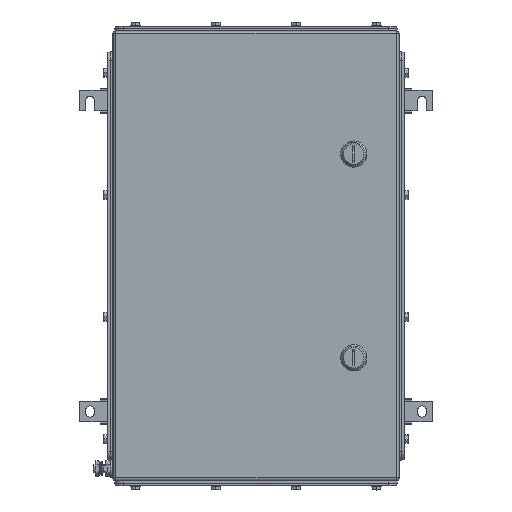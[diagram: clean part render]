
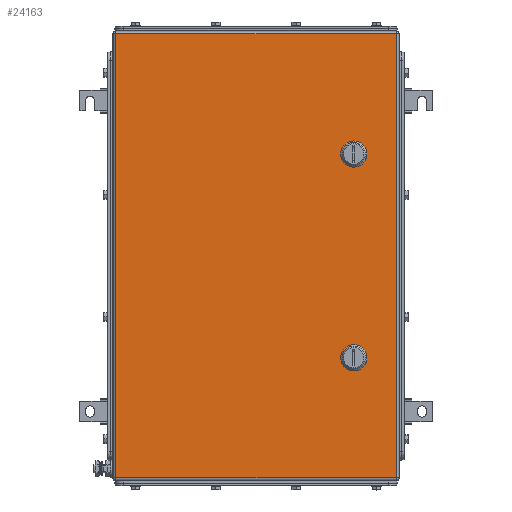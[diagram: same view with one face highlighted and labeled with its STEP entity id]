
A CAD part, top view. The second image highlights one B-rep face of the part: STEP entity #24163.
In plain terms, the highlighted planar face has unit normal (0, 0, 1).
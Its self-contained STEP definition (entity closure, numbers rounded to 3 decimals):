
#23977=AXIS2_PLACEMENT_3D('Circle Axis2P3D',#23975,#23976,$) ;
#24004=AXIS2_PLACEMENT_3D('Plane Axis2P3D',#24001,#24002,#24003) ;
#24049=AXIS2_PLACEMENT_3D('Circle Axis2P3D',#24047,#24048,$) ;
#24063=AXIS2_PLACEMENT_3D('Circle Axis2P3D',#24061,#24062,$) ;
#24077=AXIS2_PLACEMENT_3D('Circle Axis2P3D',#24075,#24076,$) ;
#24099=AXIS2_PLACEMENT_3D('Circle Axis2P3D',#24097,#24098,$) ;
#24115=AXIS2_PLACEMENT_3D('Circle Axis2P3D',#24113,#24114,$) ;
#24129=AXIS2_PLACEMENT_3D('Circle Axis2P3D',#24127,#24128,$) ;
#24143=AXIS2_PLACEMENT_3D('Circle Axis2P3D',#24141,#24142,$) ;
#23972=CARTESIAN_POINT('Vertex',(340.056,400.45,153.5)) ;
#23975=CARTESIAN_POINT('Axis2P3D Location',(335.,410.5,153.5)) ;
#23979=CARTESIAN_POINT('Vertex',(345.05,405.444,153.5)) ;
#24001=CARTESIAN_POINT('Axis2P3D Location',(215.5,286.,153.5)) ;
#24006=CARTESIAN_POINT('Line Origine',(215.5,557.5,153.5)) ;
#24010=CARTESIAN_POINT('Vertex',(387.,557.5,153.5)) ;
#24012=CARTESIAN_POINT('Vertex',(44.,557.5,153.5)) ;
#24015=CARTESIAN_POINT('Line Origine',(44.,286.,153.5)) ;
#24019=CARTESIAN_POINT('Vertex',(44.,14.5,153.5)) ;
#24022=CARTESIAN_POINT('Line Origine',(215.5,14.5,153.5)) ;
#24026=CARTESIAN_POINT('Vertex',(387.,14.5,153.5)) ;
#24029=CARTESIAN_POINT('Line Origine',(387.,286.,153.5)) ;
#24040=CARTESIAN_POINT('Line Origine',(335.,400.45,153.5)) ;
#24044=CARTESIAN_POINT('Vertex',(329.944,400.45,153.5)) ;
#24047=CARTESIAN_POINT('Axis2P3D Location',(335.,410.5,153.5)) ;
#24051=CARTESIAN_POINT('Vertex',(324.95,405.444,153.5)) ;
#24054=CARTESIAN_POINT('Line Origine',(324.95,410.5,153.5)) ;
#24058=CARTESIAN_POINT('Vertex',(324.95,415.556,153.5)) ;
#24061=CARTESIAN_POINT('Axis2P3D Location',(335.,410.5,153.5)) ;
#24065=CARTESIAN_POINT('Vertex',(329.944,420.55,153.5)) ;
#24068=CARTESIAN_POINT('Line Origine',(335.,420.55,153.5)) ;
#24072=CARTESIAN_POINT('Vertex',(340.056,420.55,153.5)) ;
#24075=CARTESIAN_POINT('Axis2P3D Location',(335.,410.5,153.5)) ;
#24079=CARTESIAN_POINT('Vertex',(345.05,415.556,153.5)) ;
#24082=CARTESIAN_POINT('Line Origine',(345.05,410.5,153.5)) ;
#24097=CARTESIAN_POINT('Axis2P3D Location',(335.,161.5,153.5)) ;
#24101=CARTESIAN_POINT('Vertex',(340.056,151.45,153.5)) ;
#24103=CARTESIAN_POINT('Vertex',(345.05,156.444,153.5)) ;
#24106=CARTESIAN_POINT('Line Origine',(335.,151.45,153.5)) ;
#24110=CARTESIAN_POINT('Vertex',(329.944,151.45,153.5)) ;
#24113=CARTESIAN_POINT('Axis2P3D Location',(335.,161.5,153.5)) ;
#24117=CARTESIAN_POINT('Vertex',(324.95,156.444,153.5)) ;
#24120=CARTESIAN_POINT('Line Origine',(324.95,161.5,153.5)) ;
#24124=CARTESIAN_POINT('Vertex',(324.95,166.556,153.5)) ;
#24127=CARTESIAN_POINT('Axis2P3D Location',(335.,161.5,153.5)) ;
#24131=CARTESIAN_POINT('Vertex',(329.944,171.55,153.5)) ;
#24134=CARTESIAN_POINT('Line Origine',(335.,171.55,153.5)) ;
#24138=CARTESIAN_POINT('Vertex',(340.056,171.55,153.5)) ;
#24141=CARTESIAN_POINT('Axis2P3D Location',(335.,161.5,153.5)) ;
#24145=CARTESIAN_POINT('Vertex',(345.05,166.556,153.5)) ;
#24148=CARTESIAN_POINT('Line Origine',(345.05,161.5,153.5)) ;
#23976=DIRECTION('Axis2P3D Direction',(0.,0.,1.)) ;
#24002=DIRECTION('Axis2P3D Direction',(0.,0.,1.)) ;
#24003=DIRECTION('Axis2P3D XDirection',(1.,0.,0.)) ;
#24007=DIRECTION('Vector Direction',(1.,0.,0.)) ;
#24016=DIRECTION('Vector Direction',(0.,-1.,0.)) ;
#24023=DIRECTION('Vector Direction',(1.,0.,0.)) ;
#24030=DIRECTION('Vector Direction',(0.,1.,0.)) ;
#24041=DIRECTION('Vector Direction',(1.,0.,0.)) ;
#24048=DIRECTION('Axis2P3D Direction',(0.,0.,1.)) ;
#24055=DIRECTION('Vector Direction',(0.,1.,0.)) ;
#24062=DIRECTION('Axis2P3D Direction',(0.,0.,1.)) ;
#24069=DIRECTION('Vector Direction',(1.,0.,0.)) ;
#24076=DIRECTION('Axis2P3D Direction',(0.,0.,1.)) ;
#24083=DIRECTION('Vector Direction',(0.,-1.,0.)) ;
#24098=DIRECTION('Axis2P3D Direction',(0.,0.,1.)) ;
#24107=DIRECTION('Vector Direction',(1.,0.,0.)) ;
#24114=DIRECTION('Axis2P3D Direction',(0.,0.,1.)) ;
#24121=DIRECTION('Vector Direction',(0.,1.,0.)) ;
#24128=DIRECTION('Axis2P3D Direction',(0.,0.,1.)) ;
#24135=DIRECTION('Vector Direction',(1.,0.,0.)) ;
#24142=DIRECTION('Axis2P3D Direction',(0.,0.,1.)) ;
#24149=DIRECTION('Vector Direction',(0.,-1.,0.)) ;
#24008=VECTOR('Line Direction',#24007,1.) ;
#24017=VECTOR('Line Direction',#24016,1.) ;
#24024=VECTOR('Line Direction',#24023,1.) ;
#24031=VECTOR('Line Direction',#24030,1.) ;
#24042=VECTOR('Line Direction',#24041,1.) ;
#24056=VECTOR('Line Direction',#24055,1.) ;
#24070=VECTOR('Line Direction',#24069,1.) ;
#24084=VECTOR('Line Direction',#24083,1.) ;
#24108=VECTOR('Line Direction',#24107,1.) ;
#24122=VECTOR('Line Direction',#24121,1.) ;
#24136=VECTOR('Line Direction',#24135,1.) ;
#24150=VECTOR('Line Direction',#24149,1.) ;
#24035=ORIENTED_EDGE('',*,*,#24014,.T.) ;
#24036=ORIENTED_EDGE('',*,*,#24021,.T.) ;
#24037=ORIENTED_EDGE('',*,*,#24028,.T.) ;
#24038=ORIENTED_EDGE('',*,*,#24033,.T.) ;
#24088=ORIENTED_EDGE('',*,*,#24046,.F.) ;
#24089=ORIENTED_EDGE('',*,*,#24053,.F.) ;
#24090=ORIENTED_EDGE('',*,*,#24060,.T.) ;
#24091=ORIENTED_EDGE('',*,*,#24067,.F.) ;
#24092=ORIENTED_EDGE('',*,*,#24074,.T.) ;
#24093=ORIENTED_EDGE('',*,*,#24081,.F.) ;
#24094=ORIENTED_EDGE('',*,*,#24086,.T.) ;
#24095=ORIENTED_EDGE('',*,*,#23981,.F.) ;
#24154=ORIENTED_EDGE('',*,*,#24105,.F.) ;
#24155=ORIENTED_EDGE('',*,*,#24112,.F.) ;
#24156=ORIENTED_EDGE('',*,*,#24119,.F.) ;
#24157=ORIENTED_EDGE('',*,*,#24126,.T.) ;
#24158=ORIENTED_EDGE('',*,*,#24133,.F.) ;
#24159=ORIENTED_EDGE('',*,*,#24140,.T.) ;
#24160=ORIENTED_EDGE('',*,*,#24147,.F.) ;
#24161=ORIENTED_EDGE('',*,*,#24152,.T.) ;
#24096=FACE_BOUND('',#24087,.T.) ;
#24162=FACE_BOUND('',#24153,.T.) ;
#24163=ADVANCED_FACE('ZUB_KTB_QL_553515_4GP_AllCATPart.1\\ZUB_DE_KTB_QL.1\\DE_KTB_MH_PART_MASTER.1\\Koerper.2',(#24039,#24096,#24162),#24005,.T.) ;
#23978=CIRCLE('generated circle',#23977,11.25) ;
#24050=CIRCLE('generated circle',#24049,11.25) ;
#24064=CIRCLE('generated circle',#24063,11.25) ;
#24078=CIRCLE('generated circle',#24077,11.25) ;
#24100=CIRCLE('generated circle',#24099,11.25) ;
#24116=CIRCLE('generated circle',#24115,11.25) ;
#24130=CIRCLE('generated circle',#24129,11.25) ;
#24144=CIRCLE('generated circle',#24143,11.25) ;
#23981=EDGE_CURVE('',#23973,#23980,#23978,.T.) ;
#24014=EDGE_CURVE('',#24011,#24013,#24009,.F.) ;
#24021=EDGE_CURVE('',#24013,#24020,#24018,.T.) ;
#24028=EDGE_CURVE('',#24020,#24027,#24025,.T.) ;
#24033=EDGE_CURVE('',#24027,#24011,#24032,.T.) ;
#24046=EDGE_CURVE('',#24045,#23973,#24043,.T.) ;
#24053=EDGE_CURVE('',#24052,#24045,#24050,.T.) ;
#24060=EDGE_CURVE('',#24052,#24059,#24057,.T.) ;
#24067=EDGE_CURVE('',#24066,#24059,#24064,.T.) ;
#24074=EDGE_CURVE('',#24066,#24073,#24071,.T.) ;
#24081=EDGE_CURVE('',#24080,#24073,#24078,.T.) ;
#24086=EDGE_CURVE('',#24080,#23980,#24085,.T.) ;
#24105=EDGE_CURVE('',#24102,#24104,#24100,.T.) ;
#24112=EDGE_CURVE('',#24111,#24102,#24109,.T.) ;
#24119=EDGE_CURVE('',#24118,#24111,#24116,.T.) ;
#24126=EDGE_CURVE('',#24118,#24125,#24123,.T.) ;
#24133=EDGE_CURVE('',#24132,#24125,#24130,.T.) ;
#24140=EDGE_CURVE('',#24132,#24139,#24137,.T.) ;
#24147=EDGE_CURVE('',#24146,#24139,#24144,.T.) ;
#24152=EDGE_CURVE('',#24146,#24104,#24151,.T.) ;
#24034=EDGE_LOOP('',(#24035,#24036,#24037,#24038)) ;
#24087=EDGE_LOOP('',(#24088,#24089,#24090,#24091,#24092,#24093,#24094,#24095)) ;
#24153=EDGE_LOOP('',(#24154,#24155,#24156,#24157,#24158,#24159,#24160,#24161)) ;
#24039=FACE_OUTER_BOUND('',#24034,.T.) ;
#24009=LINE('Line',#24006,#24008) ;
#24018=LINE('Line',#24015,#24017) ;
#24025=LINE('Line',#24022,#24024) ;
#24032=LINE('Line',#24029,#24031) ;
#24043=LINE('Line',#24040,#24042) ;
#24057=LINE('Line',#24054,#24056) ;
#24071=LINE('Line',#24068,#24070) ;
#24085=LINE('Line',#24082,#24084) ;
#24109=LINE('Line',#24106,#24108) ;
#24123=LINE('Line',#24120,#24122) ;
#24137=LINE('Line',#24134,#24136) ;
#24151=LINE('Line',#24148,#24150) ;
#24005=PLANE('',#24004) ;
#23973=VERTEX_POINT('',#23972) ;
#23980=VERTEX_POINT('',#23979) ;
#24011=VERTEX_POINT('',#24010) ;
#24013=VERTEX_POINT('',#24012) ;
#24020=VERTEX_POINT('',#24019) ;
#24027=VERTEX_POINT('',#24026) ;
#24045=VERTEX_POINT('',#24044) ;
#24052=VERTEX_POINT('',#24051) ;
#24059=VERTEX_POINT('',#24058) ;
#24066=VERTEX_POINT('',#24065) ;
#24073=VERTEX_POINT('',#24072) ;
#24080=VERTEX_POINT('',#24079) ;
#24102=VERTEX_POINT('',#24101) ;
#24104=VERTEX_POINT('',#24103) ;
#24111=VERTEX_POINT('',#24110) ;
#24118=VERTEX_POINT('',#24117) ;
#24125=VERTEX_POINT('',#24124) ;
#24132=VERTEX_POINT('',#24131) ;
#24139=VERTEX_POINT('',#24138) ;
#24146=VERTEX_POINT('',#24145) ;
